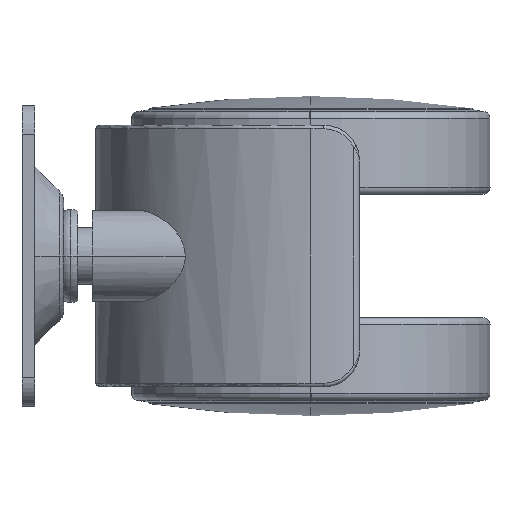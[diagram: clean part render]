
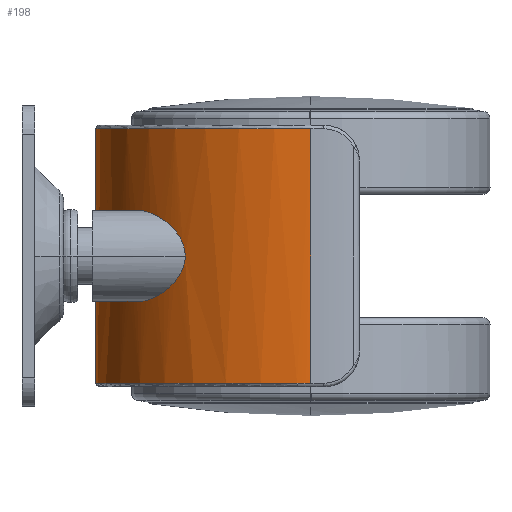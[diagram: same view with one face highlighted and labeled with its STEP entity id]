
A CAD part, left-side view. The second image highlights one B-rep face of the part: STEP entity #198.
In plain terms, the highlighted cylindrical face has radius 30 mm (diameter 60 mm), a partial arc.
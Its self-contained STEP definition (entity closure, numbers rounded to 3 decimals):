
#198=ADVANCED_FACE('',(#829,#830),#831,.T.);
#829=FACE_BOUND('',#1915,.T.);
#830=FACE_OUTER_BOUND('',#1916,.T.);
#831=CYLINDRICAL_SURFACE('',#1917,30.0);
#1915=EDGE_LOOP('',(#4358,#4359));
#1916=EDGE_LOOP('',(#4360,#4361,#4362,#4363,#4364,#4365));
#1917=AXIS2_PLACEMENT_3D('',#4366,#4367,#4368);
#4358=ORIENTED_EDGE('',*,*,#8194,.F.);
#4359=ORIENTED_EDGE('',*,*,#8195,.F.);
#4360=ORIENTED_EDGE('',*,*,#8196,.F.);
#4361=ORIENTED_EDGE('',*,*,#8197,.T.);
#4362=ORIENTED_EDGE('',*,*,#8198,.T.);
#4363=ORIENTED_EDGE('',*,*,#8188,.F.);
#4364=ORIENTED_EDGE('',*,*,#8199,.T.);
#4365=ORIENTED_EDGE('',*,*,#8149,.T.);
#4366=CARTESIAN_POINT('',(0.0,0.0,-18.25));
#4367=DIRECTION('',(0.0,0.0,-1.0));
#4368=DIRECTION('',(1.0,0.0,0.0));
#8149=EDGE_CURVE('',#9567,#9573,#9575,.T.);
#8188=EDGE_CURVE('',#9648,#9649,#9650,.T.);
#8194=EDGE_CURVE('',#9660,#9661,#9662,.T.);
#8195=EDGE_CURVE('',#9661,#9660,#9663,.T.);
#8196=EDGE_CURVE('',#9664,#9573,#9665,.T.);
#8197=EDGE_CURVE('',#9664,#9666,#9667,.T.);
#8198=EDGE_CURVE('',#9666,#9649,#9668,.T.);
#8199=EDGE_CURVE('',#9648,#9567,#9669,.T.);
#9567=VERTEX_POINT('',#11690);
#9573=VERTEX_POINT('',#11696);
#9575=CIRCLE('',#11698,30.0);
#9648=VERTEX_POINT('',#11849);
#9649=VERTEX_POINT('',#11850);
#9650=LINE('',#11851,#11852);
#9660=VERTEX_POINT('',#11879);
#9661=VERTEX_POINT('',#11880);
#9662=B_SPLINE_CURVE_WITH_KNOTS('',3,(#11881,#11882,#11883,#11884,#11885,#11886,#11887,#11888,#11889,#11890,#11891,#11892,#11893,#11894,#11895,#11896,#11897,#11898,#11899,#11900,#11901,#11902,#11903,#11904,#11905,#11906),.UNSPECIFIED.,.F.,.F.,(4,1,1,1,1,1,1,1,1,1,1,1,1,1,1,1,1,1,1,1,1,1,1,4),(0.0,0.043,0.087,0.13,0.174,0.217,0.261,0.304,0.348,0.391,0.435,0.478,0.522,0.565,0.609,0.652,0.696,0.739,0.783,0.826,0.87,0.913,0.957,1.0),.UNSPECIFIED.);
#9663=B_SPLINE_CURVE_WITH_KNOTS('',3,(#11907,#11908,#11909,#11910,#11911,#11912,#11913,#11914,#11915,#11916,#11917,#11918,#11919,#11920,#11921,#11922,#11923,#11924,#11925,#11926,#11927,#11928,#11929,#11930,#11931,#11932),.UNSPECIFIED.,.F.,.F.,(4,1,1,1,1,1,1,1,1,1,1,1,1,1,1,1,1,1,1,1,1,1,1,4),(0.0,0.043,0.087,0.13,0.174,0.217,0.261,0.304,0.348,0.391,0.435,0.478,0.522,0.565,0.609,0.652,0.696,0.739,0.783,0.826,0.87,0.913,0.957,1.0),.UNSPECIFIED.);
#9664=VERTEX_POINT('',#11933);
#9665=LINE('',#11934,#11935);
#9666=VERTEX_POINT('',#11936);
#9667=CIRCLE('',#11937,30.0);
#9668=CIRCLE('',#11938,30.0);
#9669=CIRCLE('',#11939,30.0);
#11690=CARTESIAN_POINT('',(29.938,1.929,17.75));
#11696=CARTESIAN_POINT('',(30.0,0.,17.75));
#11698=AXIS2_PLACEMENT_3D('',#15194,#15195,#15196);
#11849=CARTESIAN_POINT('',(-30.0,0.,17.75));
#11850=CARTESIAN_POINT('',(-30.0,0.,-17.75));
#11851=CARTESIAN_POINT('',(-30.0,0.,0.));
#11852=VECTOR('',#15267,1.0);
#11879=CARTESIAN_POINT('',(-24.35,17.524,0.));
#11880=CARTESIAN_POINT('',(-11.65,27.646,0.0));
#11881=CARTESIAN_POINT('',(-24.35,17.524,0.));
#11882=CARTESIAN_POINT('',(-24.35,17.524,0.232));
#11883=CARTESIAN_POINT('',(-24.325,17.558,0.688));
#11884=CARTESIAN_POINT('',(-24.213,17.713,1.368));
#11885=CARTESIAN_POINT('',(-24.038,17.951,2.001));
#11886=CARTESIAN_POINT('',(-23.815,18.246,2.575));
#11887=CARTESIAN_POINT('',(-23.552,18.585,3.101));
#11888=CARTESIAN_POINT('',(-23.235,18.98,3.612));
#11889=CARTESIAN_POINT('',(-22.847,19.446,4.12));
#11890=CARTESIAN_POINT('',(-22.367,19.998,4.629));
#11891=CARTESIAN_POINT('',(-21.768,20.651,5.133));
#11892=CARTESIAN_POINT('',(-21.046,21.388,5.595));
#11893=CARTESIAN_POINT('',(-20.208,22.184,5.979));
#11894=CARTESIAN_POINT('',(-19.262,23.012,6.25));
#11895=CARTESIAN_POINT('',(-18.287,23.792,6.367));
#11896=CARTESIAN_POINT('',(-17.392,24.452,6.34));
#11897=CARTESIAN_POINT('',(-16.528,25.044,6.2));
#11898=CARTESIAN_POINT('',(-15.601,25.632,5.908));
#11899=CARTESIAN_POINT('',(-14.697,26.16,5.456));
#11900=CARTESIAN_POINT('',(-13.851,26.616,4.844));
#11901=CARTESIAN_POINT('',(-13.123,26.981,4.111));
#11902=CARTESIAN_POINT('',(-12.514,27.267,3.255));
#11903=CARTESIAN_POINT('',(-12.048,27.476,2.3));
#11904=CARTESIAN_POINT('',(-11.731,27.611,1.216));
#11905=CARTESIAN_POINT('',(-11.65,27.646,0.418));
#11906=CARTESIAN_POINT('',(-11.65,27.646,0.0));
#11907=CARTESIAN_POINT('',(-11.65,27.646,0.0));
#11908=CARTESIAN_POINT('',(-11.65,27.646,-0.413));
#11909=CARTESIAN_POINT('',(-11.73,27.612,-1.203));
#11910=CARTESIAN_POINT('',(-12.041,27.479,-2.282));
#11911=CARTESIAN_POINT('',(-12.503,27.272,-3.237));
#11912=CARTESIAN_POINT('',(-13.111,26.987,-4.097));
#11913=CARTESIAN_POINT('',(-13.843,26.62,-4.838));
#11914=CARTESIAN_POINT('',(-14.698,26.16,-5.457));
#11915=CARTESIAN_POINT('',(-15.611,25.626,-5.912));
#11916=CARTESIAN_POINT('',(-16.546,25.032,-6.204));
#11917=CARTESIAN_POINT('',(-17.414,24.436,-6.343));
#11918=CARTESIAN_POINT('',(-18.318,23.768,-6.366));
#11919=CARTESIAN_POINT('',(-19.305,22.976,-6.242));
#11920=CARTESIAN_POINT('',(-20.253,22.143,-5.963));
#11921=CARTESIAN_POINT('',(-21.087,21.348,-5.573));
#11922=CARTESIAN_POINT('',(-21.801,20.616,-5.108));
#11923=CARTESIAN_POINT('',(-22.392,19.97,-4.606));
#11924=CARTESIAN_POINT('',(-22.862,19.428,-4.102));
#11925=CARTESIAN_POINT('',(-23.243,18.97,-3.599));
#11926=CARTESIAN_POINT('',(-23.555,18.58,-3.094));
#11927=CARTESIAN_POINT('',(-23.816,18.244,-2.571));
#11928=CARTESIAN_POINT('',(-24.039,17.949,-1.997));
#11929=CARTESIAN_POINT('',(-24.214,17.712,-1.365));
#11930=CARTESIAN_POINT('',(-24.325,17.558,-0.686));
#11931=CARTESIAN_POINT('',(-24.35,17.524,-0.231));
#11932=CARTESIAN_POINT('',(-24.35,17.524,0.));
#11933=CARTESIAN_POINT('',(30.0,0.,-17.75));
#11934=CARTESIAN_POINT('',(30.0,0.,0.));
#11935=VECTOR('',#15275,1.0);
#11936=CARTESIAN_POINT('',(-29.938,1.929,-17.75));
#11937=AXIS2_PLACEMENT_3D('',#15276,#15277,#15278);
#11938=AXIS2_PLACEMENT_3D('',#15279,#15280,#15281);
#11939=AXIS2_PLACEMENT_3D('',#15282,#15283,#15284);
#15194=CARTESIAN_POINT('',(0.0,0.0,17.75));
#15195=DIRECTION('',(-0.0,0.0,-1.0));
#15196=DIRECTION('',(-0.998,-0.061,0.0));
#15267=DIRECTION('',(0.0,0.0,-1.0));
#15275=DIRECTION('',(-0.0,-0.0,1.0));
#15276=CARTESIAN_POINT('',(0.0,0.0,-17.75));
#15277=DIRECTION('',(0.0,0.0,1.0));
#15278=DIRECTION('',(0.998,-0.061,0.0));
#15279=CARTESIAN_POINT('',(0.0,0.0,-17.75));
#15280=DIRECTION('',(0.0,0.0,1.0));
#15281=DIRECTION('',(0.998,-0.061,0.0));
#15282=CARTESIAN_POINT('',(0.0,0.0,17.75));
#15283=DIRECTION('',(-0.0,0.0,-1.0));
#15284=DIRECTION('',(-0.998,-0.061,0.0));
